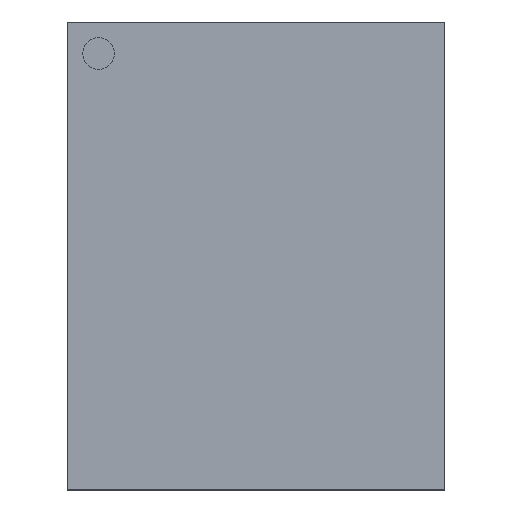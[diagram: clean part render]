
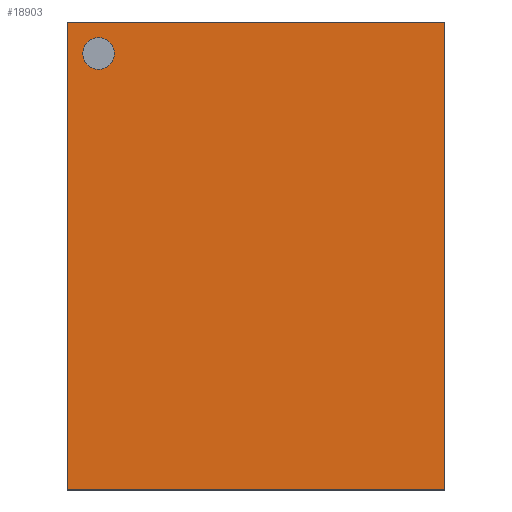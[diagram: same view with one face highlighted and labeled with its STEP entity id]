
A CAD part, top view. The second image highlights one B-rep face of the part: STEP entity #18903.
In plain terms, the highlighted planar face has unit normal (0, 0, 1).
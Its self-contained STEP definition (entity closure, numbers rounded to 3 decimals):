
#18480 = VERTEX_POINT('',#18481);
#18481 = CARTESIAN_POINT('',(-4.813,5.625,1.));
#18488 = CYLINDRICAL_SURFACE('',#18489,0.438);
#18489 = AXIS2_PLACEMENT_3D('',#18490,#18491,#18492);
#18490 = CARTESIAN_POINT('',(-4.375,5.625,0.9));
#18491 = DIRECTION('',(0.,0.,1.));
#18492 = DIRECTION('',(-1.,0.,0.));
#18500 = CYLINDRICAL_SURFACE('',#18501,0.438);
#18501 = AXIS2_PLACEMENT_3D('',#18502,#18503,#18504);
#18502 = CARTESIAN_POINT('',(-4.375,5.625,0.9));
#18503 = DIRECTION('',(0.,0.,1.));
#18504 = DIRECTION('',(-1.,0.,0.));
#18512 = EDGE_CURVE('',#18513,#18480,#18515,.T.);
#18513 = VERTEX_POINT('',#18514);
#18514 = CARTESIAN_POINT('',(-3.938,5.625,1.));
#18515 = SURFACE_CURVE('',#18516,(#18521,#18528),.PCURVE_S1.);
#18516 = CIRCLE('',#18517,0.438);
#18517 = AXIS2_PLACEMENT_3D('',#18518,#18519,#18520);
#18518 = CARTESIAN_POINT('',(-4.375,5.625,1.));
#18519 = DIRECTION('',(0.,0.,1.));
#18520 = DIRECTION('',(-1.,0.,0.));
#18521 = PCURVE('',#18488,#18522);
#18522 = DEFINITIONAL_REPRESENTATION('',(#18523),#18527);
#18523 = LINE('',#18524,#18525);
#18524 = CARTESIAN_POINT('',(0.,0.1));
#18525 = VECTOR('',#18526,1.);
#18526 = DIRECTION('',(1.,0.));
#18527 = ( GEOMETRIC_REPRESENTATION_CONTEXT(2) 
PARAMETRIC_REPRESENTATION_CONTEXT() REPRESENTATION_CONTEXT('2D SPACE',''
  ) );
#18528 = PCURVE('',#18529,#18534);
#18529 = PLANE('',#18530);
#18530 = AXIS2_PLACEMENT_3D('',#18531,#18532,#18533);
#18531 = CARTESIAN_POINT('',(0.,0.,1.));
#18532 = DIRECTION('',(0.,0.,-1.));
#18533 = DIRECTION('',(1.,0.,0.));
#18534 = DEFINITIONAL_REPRESENTATION('',(#18535),#18543);
#18535 = ( BOUNDED_CURVE() B_SPLINE_CURVE(2,(#18536,#18537,#18538,#18539
    ,#18540,#18541,#18542),.UNSPECIFIED.,.T.,.F.) 
B_SPLINE_CURVE_WITH_KNOTS((1,2,2,2,2,1),(-2.094,0.,
    2.094,4.189,6.283,8.378),
.UNSPECIFIED.) CURVE() GEOMETRIC_REPRESENTATION_ITEM() 
RATIONAL_B_SPLINE_CURVE((1.,0.5,1.,0.5,1.,0.5,1.)) REPRESENTATION_ITEM(
  '') );
#18536 = CARTESIAN_POINT('',(-4.813,-5.625));
#18537 = CARTESIAN_POINT('',(-4.813,-4.867));
#18538 = CARTESIAN_POINT('',(-4.156,-5.246));
#18539 = CARTESIAN_POINT('',(-3.5,-5.625));
#18540 = CARTESIAN_POINT('',(-4.156,-6.004));
#18541 = CARTESIAN_POINT('',(-4.813,-6.383));
#18542 = CARTESIAN_POINT('',(-4.813,-5.625));
#18543 = ( GEOMETRIC_REPRESENTATION_CONTEXT(2) 
PARAMETRIC_REPRESENTATION_CONTEXT() REPRESENTATION_CONTEXT('2D SPACE',''
  ) );
#18609 = PLANE('',#18610);
#18610 = AXIS2_PLACEMENT_3D('',#18611,#18612,#18613);
#18611 = CARTESIAN_POINT('',(5.25,-6.5,1.));
#18612 = DIRECTION('',(1.,0.,0.));
#18613 = DIRECTION('',(0.,0.,1.));
#18634 = VERTEX_POINT('',#18635);
#18635 = CARTESIAN_POINT('',(5.25,6.5,1.));
#18649 = PLANE('',#18650);
#18650 = AXIS2_PLACEMENT_3D('',#18651,#18652,#18653);
#18651 = CARTESIAN_POINT('',(-5.25,6.5,1.));
#18652 = DIRECTION('',(0.,1.,0.));
#18653 = DIRECTION('',(-1.,0.,0.));
#18661 = EDGE_CURVE('',#18634,#18662,#18664,.T.);
#18662 = VERTEX_POINT('',#18663);
#18663 = CARTESIAN_POINT('',(5.25,-6.5,1.));
#18664 = SURFACE_CURVE('',#18665,(#18669,#18676),.PCURVE_S1.);
#18665 = LINE('',#18666,#18667);
#18666 = CARTESIAN_POINT('',(5.25,-6.5,1.));
#18667 = VECTOR('',#18668,1.);
#18668 = DIRECTION('',(0.,-1.,0.));
#18669 = PCURVE('',#18609,#18670);
#18670 = DEFINITIONAL_REPRESENTATION('',(#18671),#18675);
#18671 = LINE('',#18672,#18673);
#18672 = CARTESIAN_POINT('',(0.,0.));
#18673 = VECTOR('',#18674,1.);
#18674 = DIRECTION('',(0.,1.));
#18675 = ( GEOMETRIC_REPRESENTATION_CONTEXT(2) 
PARAMETRIC_REPRESENTATION_CONTEXT() REPRESENTATION_CONTEXT('2D SPACE',''
  ) );
#18676 = PCURVE('',#18529,#18677);
#18677 = DEFINITIONAL_REPRESENTATION('',(#18678),#18682);
#18678 = LINE('',#18679,#18680);
#18679 = CARTESIAN_POINT('',(5.25,6.5));
#18680 = VECTOR('',#18681,1.);
#18681 = DIRECTION('',(0.,1.));
#18682 = ( GEOMETRIC_REPRESENTATION_CONTEXT(2) 
PARAMETRIC_REPRESENTATION_CONTEXT() REPRESENTATION_CONTEXT('2D SPACE',''
  ) );
#18698 = PLANE('',#18699);
#18699 = AXIS2_PLACEMENT_3D('',#18700,#18701,#18702);
#18700 = CARTESIAN_POINT('',(-5.25,-6.5,1.));
#18701 = DIRECTION('',(0.,-1.,0.));
#18702 = DIRECTION('',(1.,0.,0.));
#18737 = VERTEX_POINT('',#18738);
#18738 = CARTESIAN_POINT('',(-5.25,6.5,1.));
#18752 = PLANE('',#18753);
#18753 = AXIS2_PLACEMENT_3D('',#18754,#18755,#18756);
#18754 = CARTESIAN_POINT('',(-5.25,-6.5,1.));
#18755 = DIRECTION('',(-1.,0.,0.));
#18756 = DIRECTION('',(0.,0.,-1.));
#18764 = EDGE_CURVE('',#18737,#18634,#18765,.T.);
#18765 = SURFACE_CURVE('',#18766,(#18770,#18777),.PCURVE_S1.);
#18766 = LINE('',#18767,#18768);
#18767 = CARTESIAN_POINT('',(-5.25,6.5,1.));
#18768 = VECTOR('',#18769,1.);
#18769 = DIRECTION('',(1.,0.,0.));
#18770 = PCURVE('',#18649,#18771);
#18771 = DEFINITIONAL_REPRESENTATION('',(#18772),#18776);
#18772 = LINE('',#18773,#18774);
#18773 = CARTESIAN_POINT('',(0.,0.));
#18774 = VECTOR('',#18775,1.);
#18775 = DIRECTION('',(-1.,0.));
#18776 = ( GEOMETRIC_REPRESENTATION_CONTEXT(2) 
PARAMETRIC_REPRESENTATION_CONTEXT() REPRESENTATION_CONTEXT('2D SPACE',''
  ) );
#18777 = PCURVE('',#18529,#18778);
#18778 = DEFINITIONAL_REPRESENTATION('',(#18779),#18783);
#18779 = LINE('',#18780,#18781);
#18780 = CARTESIAN_POINT('',(-5.25,-6.5));
#18781 = VECTOR('',#18782,1.);
#18782 = DIRECTION('',(1.,0.));
#18783 = ( GEOMETRIC_REPRESENTATION_CONTEXT(2) 
PARAMETRIC_REPRESENTATION_CONTEXT() REPRESENTATION_CONTEXT('2D SPACE',''
  ) );
#18813 = VERTEX_POINT('',#18814);
#18814 = CARTESIAN_POINT('',(-5.25,-6.5,1.));
#18835 = EDGE_CURVE('',#18813,#18737,#18836,.T.);
#18836 = SURFACE_CURVE('',#18837,(#18841,#18848),.PCURVE_S1.);
#18837 = LINE('',#18838,#18839);
#18838 = CARTESIAN_POINT('',(-5.25,-6.5,1.));
#18839 = VECTOR('',#18840,1.);
#18840 = DIRECTION('',(0.,1.,0.));
#18841 = PCURVE('',#18752,#18842);
#18842 = DEFINITIONAL_REPRESENTATION('',(#18843),#18847);
#18843 = LINE('',#18844,#18845);
#18844 = CARTESIAN_POINT('',(0.,0.));
#18845 = VECTOR('',#18846,1.);
#18846 = DIRECTION('',(0.,-1.));
#18847 = ( GEOMETRIC_REPRESENTATION_CONTEXT(2) 
PARAMETRIC_REPRESENTATION_CONTEXT() REPRESENTATION_CONTEXT('2D SPACE',''
  ) );
#18848 = PCURVE('',#18529,#18849);
#18849 = DEFINITIONAL_REPRESENTATION('',(#18850),#18854);
#18850 = LINE('',#18851,#18852);
#18851 = CARTESIAN_POINT('',(-5.25,6.5));
#18852 = VECTOR('',#18853,1.);
#18853 = DIRECTION('',(0.,-1.));
#18854 = ( GEOMETRIC_REPRESENTATION_CONTEXT(2) 
PARAMETRIC_REPRESENTATION_CONTEXT() REPRESENTATION_CONTEXT('2D SPACE',''
  ) );
#18882 = EDGE_CURVE('',#18662,#18813,#18883,.T.);
#18883 = SURFACE_CURVE('',#18884,(#18888,#18895),.PCURVE_S1.);
#18884 = LINE('',#18885,#18886);
#18885 = CARTESIAN_POINT('',(-5.25,-6.5,1.));
#18886 = VECTOR('',#18887,1.);
#18887 = DIRECTION('',(-1.,0.,0.));
#18888 = PCURVE('',#18698,#18889);
#18889 = DEFINITIONAL_REPRESENTATION('',(#18890),#18894);
#18890 = LINE('',#18891,#18892);
#18891 = CARTESIAN_POINT('',(0.,0.));
#18892 = VECTOR('',#18893,1.);
#18893 = DIRECTION('',(-1.,0.));
#18894 = ( GEOMETRIC_REPRESENTATION_CONTEXT(2) 
PARAMETRIC_REPRESENTATION_CONTEXT() REPRESENTATION_CONTEXT('2D SPACE',''
  ) );
#18895 = PCURVE('',#18529,#18896);
#18896 = DEFINITIONAL_REPRESENTATION('',(#18897),#18901);
#18897 = LINE('',#18898,#18899);
#18898 = CARTESIAN_POINT('',(-5.25,6.5));
#18899 = VECTOR('',#18900,1.);
#18900 = DIRECTION('',(-1.,0.));
#18901 = ( GEOMETRIC_REPRESENTATION_CONTEXT(2) 
PARAMETRIC_REPRESENTATION_CONTEXT() REPRESENTATION_CONTEXT('2D SPACE',''
  ) );
#18903 = ADVANCED_FACE('',(#18904,#18933),#18529,.F.);
#18904 = FACE_BOUND('',#18905,.T.);
#18905 = EDGE_LOOP('',(#18906,#18932));
#18906 = ORIENTED_EDGE('',*,*,#18907,.F.);
#18907 = EDGE_CURVE('',#18480,#18513,#18908,.T.);
#18908 = SURFACE_CURVE('',#18909,(#18914,#18925),.PCURVE_S1.);
#18909 = CIRCLE('',#18910,0.438);
#18910 = AXIS2_PLACEMENT_3D('',#18911,#18912,#18913);
#18911 = CARTESIAN_POINT('',(-4.375,5.625,1.));
#18912 = DIRECTION('',(0.,0.,1.));
#18913 = DIRECTION('',(-1.,0.,0.));
#18914 = PCURVE('',#18529,#18915);
#18915 = DEFINITIONAL_REPRESENTATION('',(#18916),#18924);
#18916 = ( BOUNDED_CURVE() B_SPLINE_CURVE(2,(#18917,#18918,#18919,#18920
    ,#18921,#18922,#18923),.UNSPECIFIED.,.T.,.F.) 
B_SPLINE_CURVE_WITH_KNOTS((1,2,2,2,2,1),(-2.094,0.,
    2.094,4.189,6.283,8.378),
.UNSPECIFIED.) CURVE() GEOMETRIC_REPRESENTATION_ITEM() 
RATIONAL_B_SPLINE_CURVE((1.,0.5,1.,0.5,1.,0.5,1.)) REPRESENTATION_ITEM(
  '') );
#18917 = CARTESIAN_POINT('',(-4.813,-5.625));
#18918 = CARTESIAN_POINT('',(-4.813,-4.867));
#18919 = CARTESIAN_POINT('',(-4.156,-5.246));
#18920 = CARTESIAN_POINT('',(-3.5,-5.625));
#18921 = CARTESIAN_POINT('',(-4.156,-6.004));
#18922 = CARTESIAN_POINT('',(-4.813,-6.383));
#18923 = CARTESIAN_POINT('',(-4.813,-5.625));
#18924 = ( GEOMETRIC_REPRESENTATION_CONTEXT(2) 
PARAMETRIC_REPRESENTATION_CONTEXT() REPRESENTATION_CONTEXT('2D SPACE',''
  ) );
#18925 = PCURVE('',#18500,#18926);
#18926 = DEFINITIONAL_REPRESENTATION('',(#18927),#18931);
#18927 = LINE('',#18928,#18929);
#18928 = CARTESIAN_POINT('',(0.,0.1));
#18929 = VECTOR('',#18930,1.);
#18930 = DIRECTION('',(1.,0.));
#18931 = ( GEOMETRIC_REPRESENTATION_CONTEXT(2) 
PARAMETRIC_REPRESENTATION_CONTEXT() REPRESENTATION_CONTEXT('2D SPACE',''
  ) );
#18932 = ORIENTED_EDGE('',*,*,#18512,.F.);
#18933 = FACE_BOUND('',#18934,.T.);
#18934 = EDGE_LOOP('',(#18935,#18936,#18937,#18938));
#18935 = ORIENTED_EDGE('',*,*,#18661,.F.);
#18936 = ORIENTED_EDGE('',*,*,#18764,.F.);
#18937 = ORIENTED_EDGE('',*,*,#18835,.F.);
#18938 = ORIENTED_EDGE('',*,*,#18882,.F.);
